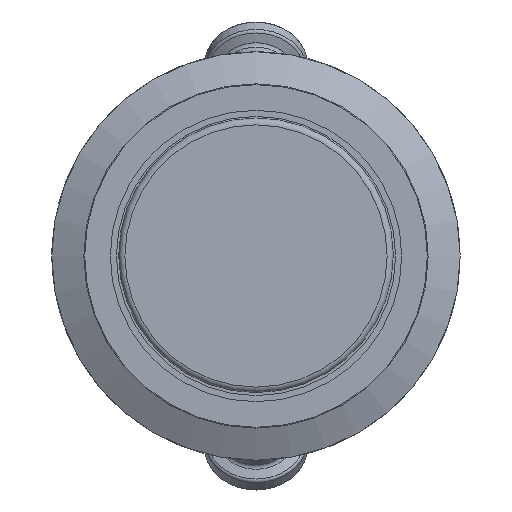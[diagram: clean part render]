
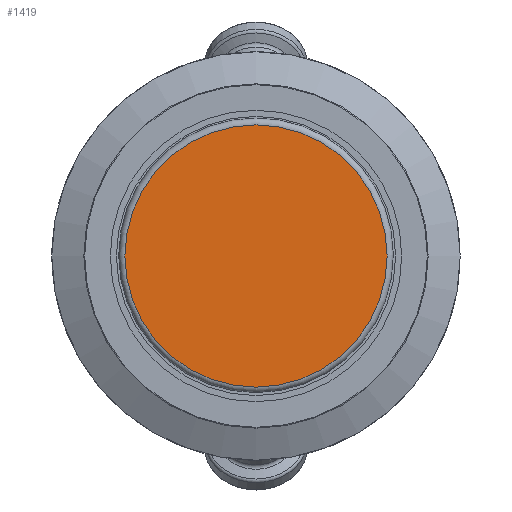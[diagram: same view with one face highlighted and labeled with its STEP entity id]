
A CAD part, front view. The second image highlights one B-rep face of the part: STEP entity #1419.
In plain terms, the highlighted planar face has unit normal (0, -1, 0).
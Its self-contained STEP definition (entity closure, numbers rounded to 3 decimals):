
#71=PLANE('',#1631);
#276=FACE_OUTER_BOUND('',#371,.T.);
#371=EDGE_LOOP('',(#1158));
#501=CIRCLE('',#1632,31.95);
#633=VERTEX_POINT('',#2716);
#812=EDGE_CURVE('',#633,#633,#501,.T.);
#1158=ORIENTED_EDGE('',*,*,#812,.F.);
#1419=ADVANCED_FACE('',(#276),#71,.T.);
#1631=AXIS2_PLACEMENT_3D('',#2715,#2053,#2054);
#1632=AXIS2_PLACEMENT_3D('',#2717,#2055,#2056);
#2053=DIRECTION('center_axis',(0.,-1.,0.));
#2054=DIRECTION('ref_axis',(0.,0.,-1.));
#2055=DIRECTION('center_axis',(0.,1.,0.));
#2056=DIRECTION('ref_axis',(-1.,0.,0.));
#2715=CARTESIAN_POINT('Origin',(-20.475,0.,0.));
#2716=CARTESIAN_POINT('',(31.95,0.,0.));
#2717=CARTESIAN_POINT('Origin',(0.,0.,0.));
